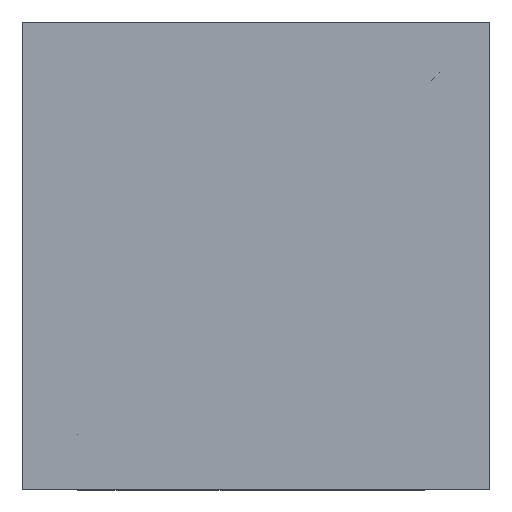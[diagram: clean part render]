
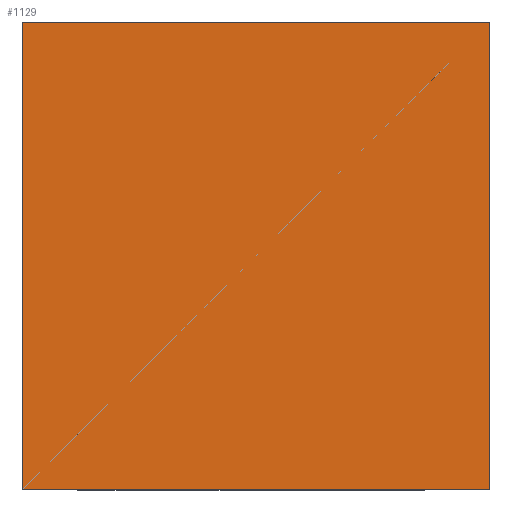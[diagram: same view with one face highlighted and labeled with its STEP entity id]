
A CAD part, front view. The second image highlights one B-rep face of the part: STEP entity #1129.
In plain terms, the highlighted planar face has unit normal (0, -1, 0).
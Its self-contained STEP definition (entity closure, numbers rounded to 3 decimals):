
#69 = CARTESIAN_POINT ( 'NONE',  ( -1.075, 0., 1.075 ) ) ;
#73 = DIRECTION ( 'NONE',  ( 0., 0., -1. ) ) ;
#94 = DIRECTION ( 'NONE',  ( 0., 0., 1. ) ) ;
#235 = CARTESIAN_POINT ( 'NONE',  ( -1.075, 0., -1.075 ) ) ;
#363 = EDGE_CURVE ( 'NONE', #1918, #904, #2653, .T. ) ;
#411 = EDGE_CURVE ( 'NONE', #1938, #1918, #571, .T. ) ;
#460 = VECTOR ( 'NONE', #94, 1000. ) ;
#571 = LINE ( 'NONE', #2421, #2309 ) ;
#670 = FACE_OUTER_BOUND ( 'NONE', #2425, .T. ) ;
#711 = ORIENTED_EDGE ( 'NONE', *, *, #785, .F. ) ;
#785 = EDGE_CURVE ( 'NONE', #904, #2013, #1163, .T. ) ;
#792 = ORIENTED_EDGE ( 'NONE', *, *, #2515, .F. ) ;
#904 = VERTEX_POINT ( 'NONE', #1075 ) ;
#995 = CARTESIAN_POINT ( 'NONE',  ( -1.075, 0., 1.075 ) ) ;
#1075 = CARTESIAN_POINT ( 'NONE',  ( -1.075, 0., -1.075 ) ) ;
#1129 = ADVANCED_FACE ( 'NONE', ( #670 ), #1261, .F. ) ;
#1163 = LINE ( 'NONE', #2737, #460 ) ;
#1261 = PLANE ( 'NONE',  #3192 ) ;
#1431 = CARTESIAN_POINT ( 'NONE',  ( 1.075, 0., 1.075 ) ) ;
#1569 = VECTOR ( 'NONE', #3403, 1000. ) ;
#1737 = DIRECTION ( 'NONE',  ( 1., 0., 0. ) ) ;
#1799 = DIRECTION ( 'NONE',  ( 0., 1., 0. ) ) ;
#1811 = VECTOR ( 'NONE', #1737, 1000. ) ;
#1918 = VERTEX_POINT ( 'NONE', #3040 ) ;
#1938 = VERTEX_POINT ( 'NONE', #1431 ) ;
#2013 = VERTEX_POINT ( 'NONE', #69 ) ;
#2079 = ORIENTED_EDGE ( 'NONE', *, *, #363, .F. ) ;
#2309 = VECTOR ( 'NONE', #73, 1000. ) ;
#2330 = LINE ( 'NONE', #995, #1811 ) ;
#2421 = CARTESIAN_POINT ( 'NONE',  ( 1.075, 0., -1.075 ) ) ;
#2425 = EDGE_LOOP ( 'NONE', ( #2444, #792, #711, #2079 ) ) ;
#2444 = ORIENTED_EDGE ( 'NONE', *, *, #411, .F. ) ;
#2515 = EDGE_CURVE ( 'NONE', #2013, #1938, #2330, .T. ) ;
#2653 = LINE ( 'NONE', #235, #1569 ) ;
#2737 = CARTESIAN_POINT ( 'NONE',  ( -1.075, 0., -1.075 ) ) ;
#2806 = CARTESIAN_POINT ( 'NONE',  ( 0., 0., 0. ) ) ;
#2868 = DIRECTION ( 'NONE',  ( 0., 0., 1. ) ) ;
#3040 = CARTESIAN_POINT ( 'NONE',  ( 1.075, 0., -1.075 ) ) ;
#3192 = AXIS2_PLACEMENT_3D ( 'NONE', #2806, #1799, #2868 ) ;
#3403 = DIRECTION ( 'NONE',  ( -1., 0., 0. ) ) ;
